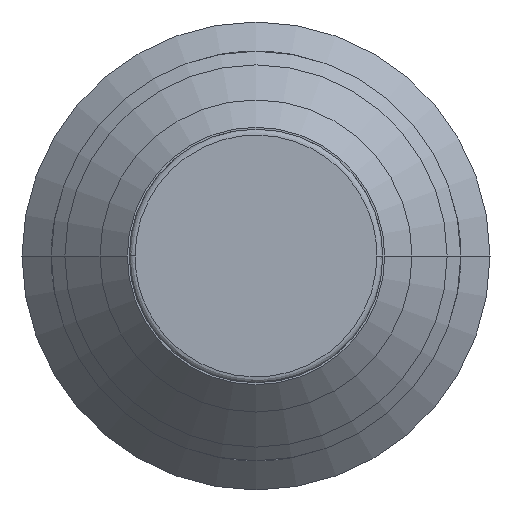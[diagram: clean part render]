
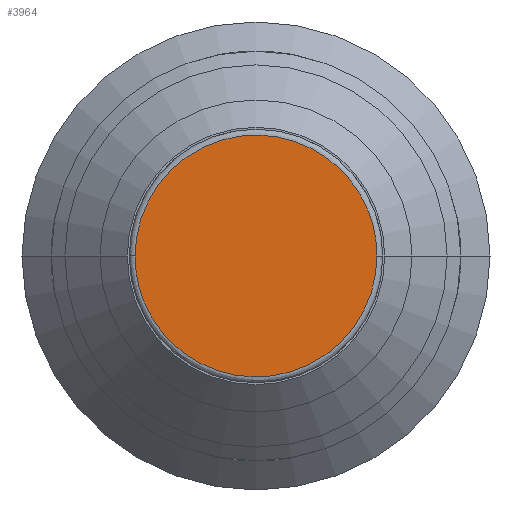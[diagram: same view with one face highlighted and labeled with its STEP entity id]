
A CAD part, left-side view. The second image highlights one B-rep face of the part: STEP entity #3964.
In plain terms, the highlighted planar face has unit normal (-1, 0, 0).
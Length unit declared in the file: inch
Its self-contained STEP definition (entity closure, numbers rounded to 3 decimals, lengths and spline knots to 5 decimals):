
#120 = CARTESIAN_POINT ( 'NONE',  ( -0.01575, 0.12205, 0. ) ) ;
#209 = CARTESIAN_POINT ( 'NONE',  ( -0.01575, 0.12205, 0. ) ) ;
#570 = CARTESIAN_POINT ( 'NONE',  ( -0.01575, 0.12205, 0. ) ) ;
#1089 = CARTESIAN_POINT ( 'NONE',  ( -0.01575, -0.12205, 0. ) ) ;
#1103 = CARTESIAN_POINT ( 'NONE',  ( -0.01575, -0.12205, 0. ) ) ;
#1720 = EDGE_LOOP ( 'NONE', ( #4501, #2340 ) ) ;
#1986 = AXIS2_PLACEMENT_3D ( 'NONE', #3059, #5941, #4929 ) ;
#2018 = CARTESIAN_POINT ( 'NONE',  ( -0.01575, 0.12205, 0.24409 ) ) ;
#2340 = ORIENTED_EDGE ( 'NONE', *, *, #4279, .F. ) ;
#3059 = CARTESIAN_POINT ( 'NONE',  ( -0.01575, 0., 0. ) ) ;
#3196 = EDGE_CURVE ( 'NONE', #5286, #5267, #6146, .T. ) ;
#3964 = ADVANCED_FACE ( 'NONE', ( #4621 ), #5920, .T. ) ;
#4279 = EDGE_CURVE ( 'NONE', #5267, #5286, #6031, .T. ) ;
#4310 = CARTESIAN_POINT ( 'NONE',  ( -0.01575, -0.12205, -0.24409 ) ) ;
#4501 = ORIENTED_EDGE ( 'NONE', *, *, #3196, .F. ) ;
#4621 = FACE_OUTER_BOUND ( 'NONE', #1720, .T. ) ;
#4766 = CARTESIAN_POINT ( 'NONE',  ( -0.01575, -0.12205, 0. ) ) ;
#4799 = CARTESIAN_POINT ( 'NONE',  ( -0.01575, 0.12205, -0.24409 ) ) ;
#4894 = CARTESIAN_POINT ( 'NONE',  ( -0.01575, -0.12205, 0.24409 ) ) ;
#4929 = DIRECTION ( 'NONE',  ( 0., 1., 0. ) ) ;
#5267 = VERTEX_POINT ( 'NONE', #1103 ) ;
#5286 = VERTEX_POINT ( 'NONE', #120 ) ;
#5920 = PLANE ( 'NONE',  #1986 ) ;
#5941 = DIRECTION ( 'NONE',  ( -1., 0., 0. ) ) ;
#6031 =( BOUNDED_CURVE ( )  B_SPLINE_CURVE ( 3, ( #4766, #4310, #4799, #570 ),
 .UNSPECIFIED., .F., .F. ) 
 B_SPLINE_CURVE_WITH_KNOTS ( ( 4, 4 ),
 ( 0.5, 1. ),
 .UNSPECIFIED. ) 
 CURVE ( )  GEOMETRIC_REPRESENTATION_ITEM ( )  RATIONAL_B_SPLINE_CURVE ( ( 1., 0.333, 0.333, 1. ) ) 
 REPRESENTATION_ITEM ( '' )  );
#6146 =( BOUNDED_CURVE ( )  B_SPLINE_CURVE ( 3, ( #209, #2018, #4894, #1089 ),
 .UNSPECIFIED., .F., .F. ) 
 B_SPLINE_CURVE_WITH_KNOTS ( ( 4, 4 ),
 ( 0., 0.5 ),
 .UNSPECIFIED. ) 
 CURVE ( )  GEOMETRIC_REPRESENTATION_ITEM ( )  RATIONAL_B_SPLINE_CURVE ( ( 1., 0.333, 0.333, 1. ) ) 
 REPRESENTATION_ITEM ( '' )  );
